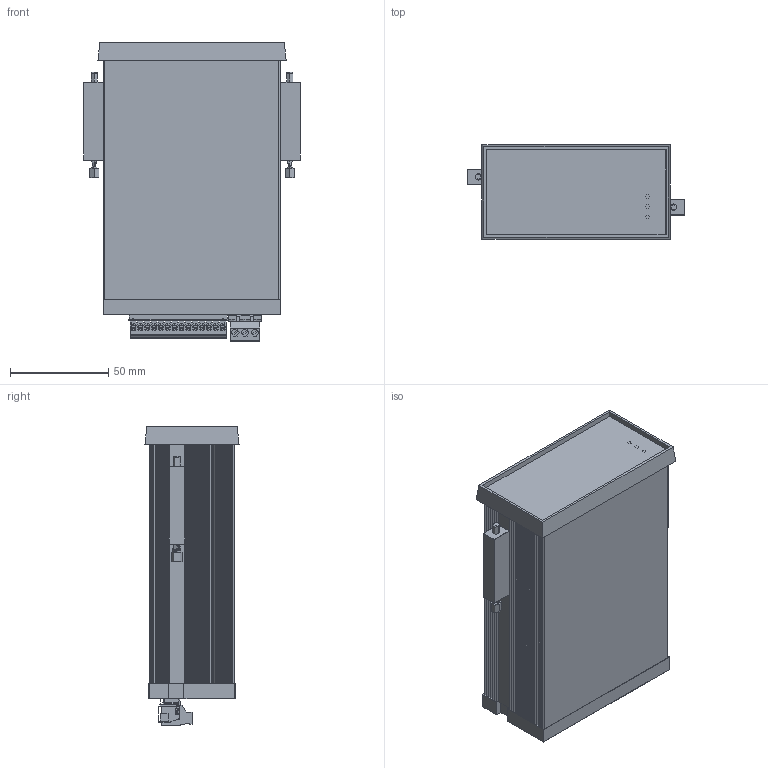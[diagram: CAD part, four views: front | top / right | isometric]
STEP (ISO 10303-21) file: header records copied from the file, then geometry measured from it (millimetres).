
FILE_DESCRIPTION(('STEP AP214'),'1');
FILE_NAME('MP1plus.stp','2018-11-08T16:57:09',(' '),(' '),'Spatial InterOp 3D',' ',' ');
FILE_SCHEMA(('automotive_design'));
Length unit declared in the file: millimetre
Products named in the file (11): Scatola MP1; 01_109_L124_PRT; AGGANCIO_INCABOX_M_PRT; CORNICE_POSTERIORE_48X96_PRT; MP1plus; Header 3 ways pitch 5.08; Terminal block 3 ways pitch 5.08; Header 14 ways pitch 3.5; Terminal block 14 ways pitch 3.5; Front panel; Rear panel
Assembly tree (11 placements, depth 3):
  MP1plus
    Scatola MP1
      01_109_L124_PRT
      AGGANCIO_INCABOX_M_PRT  x2
      CORNICE_POSTERIORE_48X96_PRT
    Header 3 ways pitch 5.08
    Terminal block 3 ways pitch 5.08
    Header 14 ways pitch 3.5
    Terminal block 14 ways pitch 3.5
    Front panel
    Rear panel
Bounding box: 110.51 x 48.01 x 152.4 mm (x, y, z)
Volume: 524986.6 mm3
Topology: 9 solids, 31 shells, 3308 faces, 8253 edges, 5178 vertices
Faces by surface type: plane 1828, cylinder 1100, torus 134, cone 132, sphere 108, bspline 6
Entity records: 124224 total; most frequent: CARTESIAN_POINT 21088, ORIENTED_EDGE 16096, DIRECTION 15783, EDGE_CURVE 8048, LINE 5483, VECTOR 5483, AXIS2_PLACEMENT_3D 5150, VERTEX_POINT 5059
